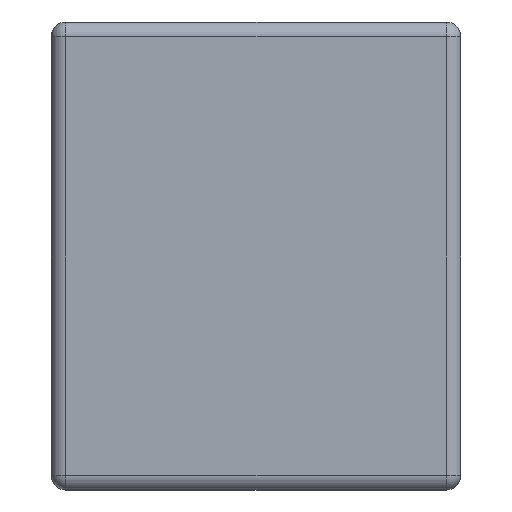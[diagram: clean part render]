
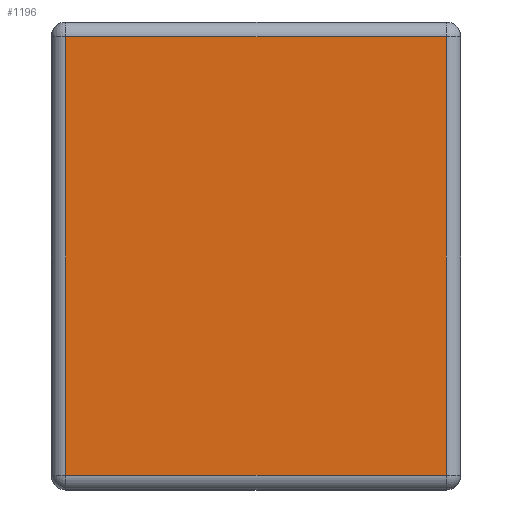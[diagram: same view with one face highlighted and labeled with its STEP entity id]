
A CAD part, left-side view. The second image highlights one B-rep face of the part: STEP entity #1196.
In plain terms, the highlighted planar face has unit normal (-1, 0, 0).
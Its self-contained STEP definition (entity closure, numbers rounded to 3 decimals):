
#8 = VECTOR ( 'NONE', #1595, 1000. ) ;
#92 = LINE ( 'NONE', #209, #8 ) ;
#143 = CARTESIAN_POINT ( 'NONE',  ( -1.6, 0.05, -0.75 ) ) ;
#191 = ORIENTED_EDGE ( 'NONE', *, *, #220, .T. ) ;
#201 = PLANE ( 'NONE',  #363 ) ;
#209 = CARTESIAN_POINT ( 'NONE',  ( -1.6, 0.05, 0.8 ) ) ;
#220 = EDGE_CURVE ( 'NONE', #324, #680, #887, .T. ) ;
#221 = CARTESIAN_POINT ( 'NONE',  ( -1.6, 1.35, -0.75 ) ) ;
#320 = CARTESIAN_POINT ( 'NONE',  ( -1.6, 1.4, 0.8 ) ) ;
#324 = VERTEX_POINT ( 'NONE', #594 ) ;
#340 = DIRECTION ( 'NONE',  ( 1., 0., 0. ) ) ;
#347 = DIRECTION ( 'NONE',  ( 0., 0., -1. ) ) ;
#350 = CARTESIAN_POINT ( 'NONE',  ( -1.6, 1.4, -0.75 ) ) ;
#363 = AXIS2_PLACEMENT_3D ( 'NONE', #320, #340, #347 ) ;
#384 = CARTESIAN_POINT ( 'NONE',  ( -1.6, 1.4, 0.75 ) ) ;
#403 = EDGE_CURVE ( 'NONE', #680, #1402, #1136, .T. ) ;
#425 = DIRECTION ( 'NONE',  ( 0., 1., 0. ) ) ;
#437 = CARTESIAN_POINT ( 'NONE',  ( -1.6, 1.35, 0.8 ) ) ;
#475 = EDGE_CURVE ( 'NONE', #1402, #1723, #92, .T. ) ;
#594 = CARTESIAN_POINT ( 'NONE',  ( -1.6, 1.35, 0.75 ) ) ;
#643 = DIRECTION ( 'NONE',  ( 0., 0., -1. ) ) ;
#680 = VERTEX_POINT ( 'NONE', #221 ) ;
#720 = ORIENTED_EDGE ( 'NONE', *, *, #403, .T. ) ;
#742 = EDGE_CURVE ( 'NONE', #1723, #324, #1555, .T. ) ;
#748 = FACE_OUTER_BOUND ( 'NONE', #1476, .T. ) ;
#752 = VECTOR ( 'NONE', #757, 1000. ) ;
#757 = DIRECTION ( 'NONE',  ( 0., -1., 0. ) ) ;
#887 = LINE ( 'NONE', #437, #1425 ) ;
#1136 = LINE ( 'NONE', #350, #752 ) ;
#1167 = ORIENTED_EDGE ( 'NONE', *, *, #742, .T. ) ;
#1196 = ADVANCED_FACE ( 'NONE', ( #748 ), #201, .F. ) ;
#1234 = ORIENTED_EDGE ( 'NONE', *, *, #475, .T. ) ;
#1402 = VERTEX_POINT ( 'NONE', #143 ) ;
#1425 = VECTOR ( 'NONE', #643, 1000. ) ;
#1476 = EDGE_LOOP ( 'NONE', ( #191, #720, #1234, #1167 ) ) ;
#1555 = LINE ( 'NONE', #384, #1747 ) ;
#1595 = DIRECTION ( 'NONE',  ( 0., 0., 1. ) ) ;
#1723 = VERTEX_POINT ( 'NONE', #1754 ) ;
#1747 = VECTOR ( 'NONE', #425, 1000. ) ;
#1754 = CARTESIAN_POINT ( 'NONE',  ( -1.6, 0.05, 0.75 ) ) ;
